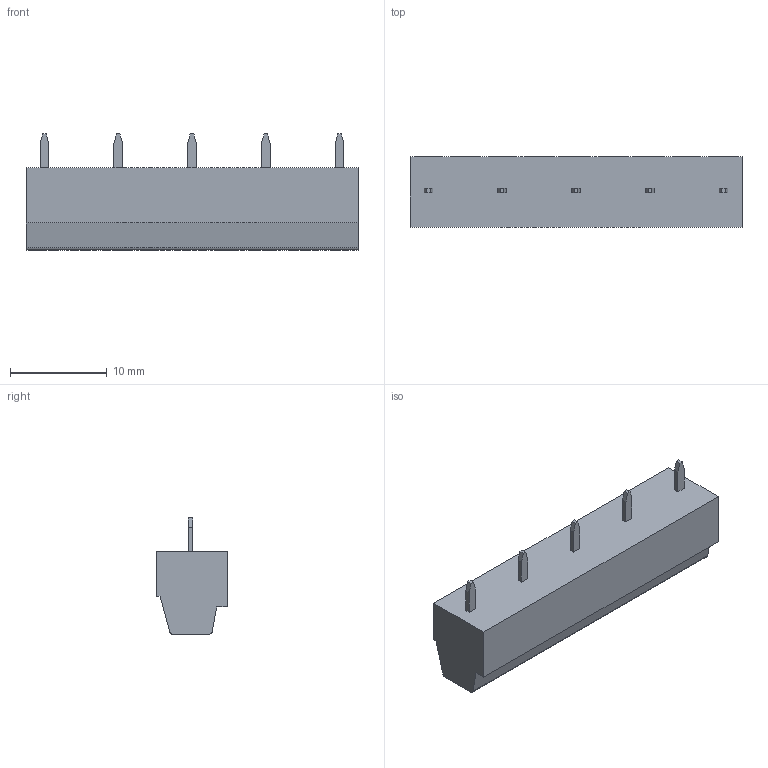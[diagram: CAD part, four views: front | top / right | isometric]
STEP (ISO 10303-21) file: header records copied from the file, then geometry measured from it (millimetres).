
FILE_DESCRIPTION( ( 'STEP AP214' ), '1' );
FILE_NAME( ' ', ' ', ( ' ' ), ( ' ' ), 'PSStep 11.0', 'VISI 17.0', ' ' );
FILE_SCHEMA( ( 'AUTOMOTIVE_DESIGN { 1 0 10303 214 1 1 1 1 }' ) );
Length unit declared in the file: millimetre
Products named in the file (1): 1
Bounding box: 34.29 x 7.3 x 12 mm (x, y, z)
Volume: 1612.1 mm3; surface area: 1881.7 mm2
Topology: 1 solids, 1 shells, 263 faces, 633 edges, 413 vertices
Faces by surface type: plane 207, cylinder 38, cone 9, torus 9
Full cylindrical faces by diameter (mm): 2 x9, 2.1 x9, 2.8 x9, 3 x9
Entity records: 9171 total; most frequent: CARTESIAN_POINT 1202, DIRECTION 1192, ORIENTED_EDGE 1104, EDGE_CURVE 552, LINE 440, VECTOR 440, VERTEX_POINT 386, AXIS2_PLACEMENT_3D 376
